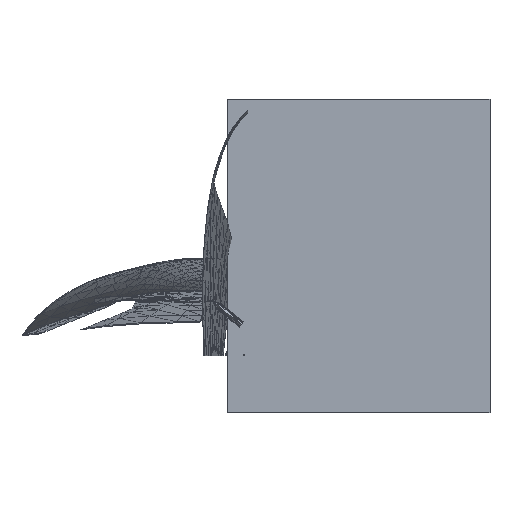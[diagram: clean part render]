
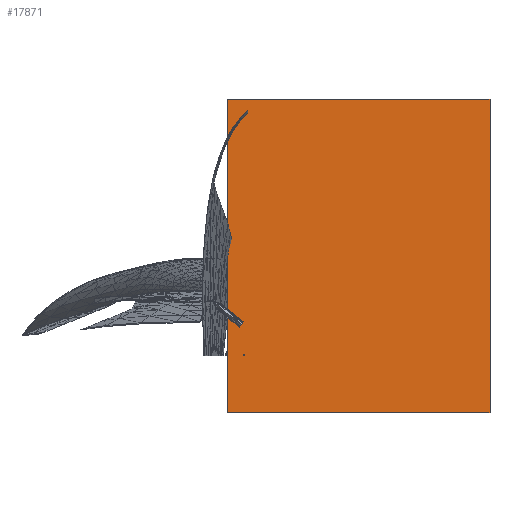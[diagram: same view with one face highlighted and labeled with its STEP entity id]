
A CAD part, left-side view. The second image highlights one B-rep face of the part: STEP entity #17871.
In plain terms, the highlighted planar face has unit normal (-1, 0, 0).
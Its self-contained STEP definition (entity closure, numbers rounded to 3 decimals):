
#76=FACE_OUTER_BOUND('',#1622,.T.);
#1622=EDGE_LOOP('',(#11678,#11679,#11680,#11681));
#3172=LINE('',#26613,#5698);
#3173=LINE('',#26616,#5699);
#3174=LINE('',#26618,#5700);
#3175=LINE('',#26619,#5701);
#5698=VECTOR('',#20990,10.);
#5699=VECTOR('',#20993,10.);
#5700=VECTOR('',#20994,10.);
#5701=VECTOR('',#20995,10.);
#8222=VERTEX_POINT('',#26609);
#8223=VERTEX_POINT('',#26611);
#8224=VERTEX_POINT('',#26615);
#8225=VERTEX_POINT('',#26617);
#9150=EDGE_CURVE('',#8222,#8223,#3172,.T.);
#9151=EDGE_CURVE('',#8222,#8224,#3173,.T.);
#9152=EDGE_CURVE('',#8225,#8223,#3174,.T.);
#9153=EDGE_CURVE('',#8224,#8225,#3175,.T.);
#11678=ORIENTED_EDGE('',*,*,#9151,.F.);
#11679=ORIENTED_EDGE('',*,*,#9150,.T.);
#11680=ORIENTED_EDGE('',*,*,#9152,.F.);
#11681=ORIENTED_EDGE('',*,*,#9153,.F.);
#16325=PLANE('',#19434);
#17871=ADVANCED_FACE('',(#76),#16325,.T.);
#19434=AXIS2_PLACEMENT_3D('',#26614,#20991,#20992);
#20990=DIRECTION('',(0.,0.,1.));
#20991=DIRECTION('center_axis',(-1.,0.,0.));
#20992=DIRECTION('ref_axis',(0.,-1.,0.));
#20993=DIRECTION('',(0.,1.,0.));
#20994=DIRECTION('',(0.,-1.,0.));
#20995=DIRECTION('',(0.,0.,1.));
#26609=CARTESIAN_POINT('',(39.962,-4.5,0.));
#26611=CARTESIAN_POINT('',(39.962,-4.5,11.));
#26613=CARTESIAN_POINT('',(39.962,-4.5,0.));
#26614=CARTESIAN_POINT('Origin',(39.962,4.699,0.));
#26615=CARTESIAN_POINT('',(39.962,4.699,0.));
#26616=CARTESIAN_POINT('',(39.962,-4.5,0.));
#26617=CARTESIAN_POINT('',(39.962,4.699,11.));
#26618=CARTESIAN_POINT('',(39.962,-4.5,11.));
#26619=CARTESIAN_POINT('',(39.962,4.699,0.));
